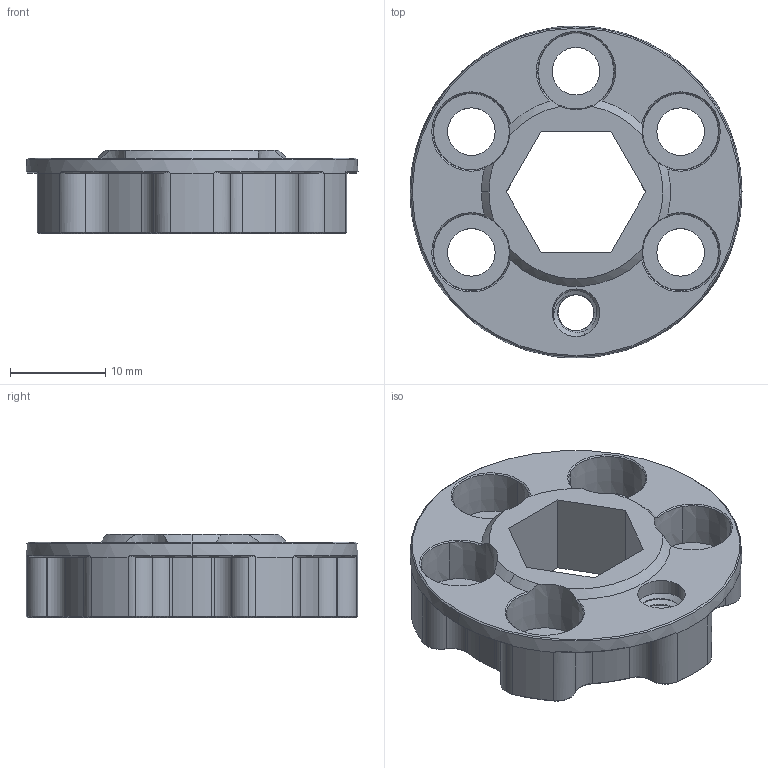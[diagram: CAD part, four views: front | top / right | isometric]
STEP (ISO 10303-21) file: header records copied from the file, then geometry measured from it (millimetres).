
FILE_DESCRIPTION (( 'STEP AP203' ), '1' );
FILE_NAME ('REV-21-2036.STEP', '2021-07-30T21:54:23', ( '' ), ( '' ), 'SwSTEP 2.0', 'SolidWorks 2019', '' );
FILE_SCHEMA (( 'CONFIG_CONTROL_DESIGN' ));
Length unit declared in the file: inch
Products named in the file (1): REV-21-2036
Bounding box: 34.91 x 34.89 x 8.73 mm (x, y, z)
Volume: 3642.2 mm3; surface area: 4445.2 mm2
Topology: 2 solids, 2 shells, 556 faces, 1455 edges, 915 vertices
Faces by surface type: cone 236, cylinder 132, bspline 99, plane 33, sphere 30, torus 26
Entity records: 28649 total; most frequent: CARTESIAN_POINT 15991, ORIENTED_EDGE 2910, DIRECTION 2483, EDGE_CURVE 1455, AXIS2_PLACEMENT_3D 1153, VERTEX_POINT 915, CIRCLE 695, EDGE_LOOP 584
